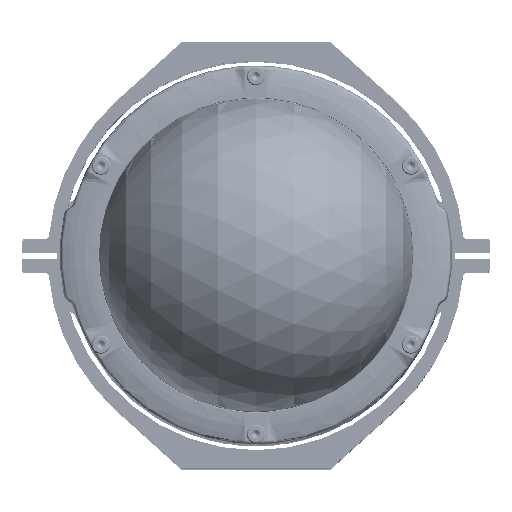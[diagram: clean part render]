
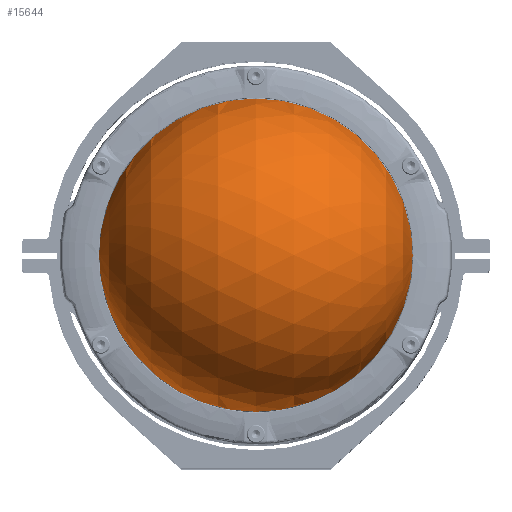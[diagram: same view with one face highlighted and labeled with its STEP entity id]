
A CAD part, top view. The second image highlights one B-rep face of the part: STEP entity #15644.
In plain terms, the highlighted spherical face has radius 47.302 mm.
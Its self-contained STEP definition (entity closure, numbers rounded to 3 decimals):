
#3671=SPHERICAL_SURFACE('',#16698,47.302);
#3686=FACE_OUTER_BOUND('',#4654,.T.);
#4654=EDGE_LOOP('',(#10689));
#5760=CIRCLE('',#16699,47.237);
#6667=VERTEX_POINT('',#23300);
#8238=EDGE_CURVE('',#6667,#6667,#5760,.T.);
#10689=ORIENTED_EDGE('',*,*,#8238,.T.);
#15644=ADVANCED_FACE('',(#3686),#3671,.T.);
#16698=AXIS2_PLACEMENT_3D('',#23299,#18595,#18596);
#16699=AXIS2_PLACEMENT_3D('',#23301,#18597,#18598);
#18595=DIRECTION('center_axis',(-1.,0.,0.));
#18596=DIRECTION('ref_axis',(0.,0.,-1.));
#18597=DIRECTION('center_axis',(0.,1.,0.));
#18598=DIRECTION('ref_axis',(0.,0.,1.));
#23299=CARTESIAN_POINT('Origin',(0.,2.,0.));
#23300=CARTESIAN_POINT('',(0.,4.472,-47.237));
#23301=CARTESIAN_POINT('Origin',(0.,4.472,0.));
